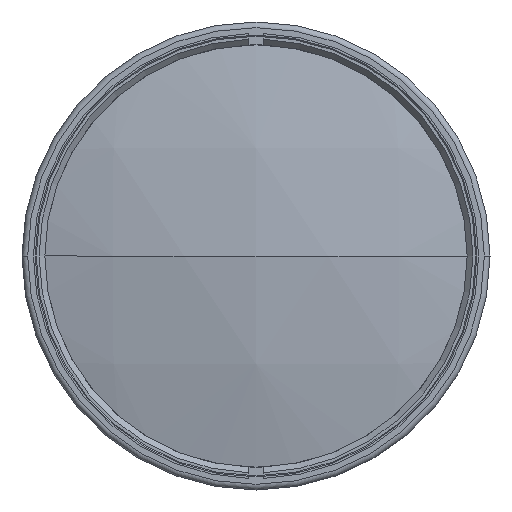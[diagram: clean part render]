
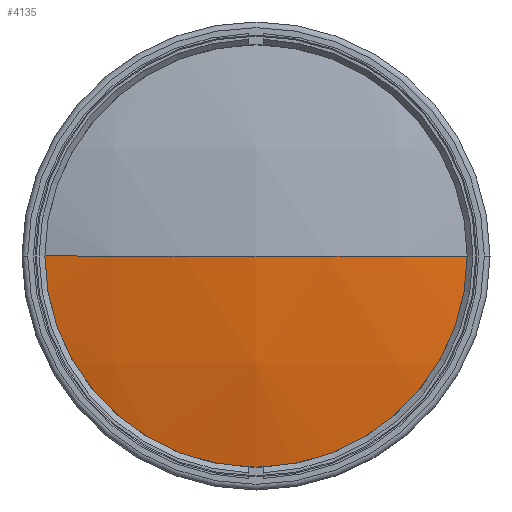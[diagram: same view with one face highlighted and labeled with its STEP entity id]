
A CAD part, left-side view. The second image highlights one B-rep face of the part: STEP entity #4135.
In plain terms, the highlighted spherical face has radius 161 mm.
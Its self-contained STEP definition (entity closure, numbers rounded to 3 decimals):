
#73 = CIRCLE ( 'NONE', #536, 161. ) ;
#399 = FACE_OUTER_BOUND ( 'NONE', #4554, .T. ) ;
#417 = CIRCLE ( 'NONE', #3031, 37.5 ) ;
#497 = CARTESIAN_POINT ( 'NONE',  ( -139.282, 0., 0. ) ) ;
#536 = AXIS2_PLACEMENT_3D ( 'NONE', #4546, #4518, #2274 ) ;
#837 = CARTESIAN_POINT ( 'NONE',  ( 17.29, 0., 0. ) ) ;
#1333 = CIRCLE ( 'NONE', #1420, 161. ) ;
#1350 = CARTESIAN_POINT ( 'NONE',  ( -139.282, -37.5, 0. ) ) ;
#1420 = AXIS2_PLACEMENT_3D ( 'NONE', #2862, #2976, #4575 ) ;
#1437 = EDGE_CURVE ( 'NONE', #3259, #1825, #73, .T. ) ;
#1517 = EDGE_CURVE ( 'NONE', #1973, #1825, #1333, .T. ) ;
#1825 = VERTEX_POINT ( 'NONE', #3355 ) ;
#1850 = CARTESIAN_POINT ( 'NONE',  ( -139.282, 37.5, 0. ) ) ;
#1973 = VERTEX_POINT ( 'NONE', #1850 ) ;
#2141 = DIRECTION ( 'NONE',  ( 0., 0., -1. ) ) ;
#2274 = DIRECTION ( 'NONE',  ( 0., 1., 0. ) ) ;
#2862 = CARTESIAN_POINT ( 'NONE',  ( 17.29, 0., 0. ) ) ;
#2976 = DIRECTION ( 'NONE',  ( 0., 0., 1. ) ) ;
#2999 = SPHERICAL_SURFACE ( 'NONE', #3620, 161. ) ;
#3017 = DIRECTION ( 'NONE',  ( 0., 0., 1. ) ) ;
#3031 = AXIS2_PLACEMENT_3D ( 'NONE', #497, #4271, #3017 ) ;
#3158 = ORIENTED_EDGE ( 'NONE', *, *, #5382, .T. ) ;
#3259 = VERTEX_POINT ( 'NONE', #1350 ) ;
#3355 = CARTESIAN_POINT ( 'NONE',  ( -143.71, 0., 0. ) ) ;
#3620 = AXIS2_PLACEMENT_3D ( 'NONE', #837, #2141, #5596 ) ;
#4135 = ADVANCED_FACE ( 'NONE', ( #399 ), #2999, .T. ) ;
#4271 = DIRECTION ( 'NONE',  ( -1., 0., 0. ) ) ;
#4332 = ORIENTED_EDGE ( 'NONE', *, *, #1517, .F. ) ;
#4518 = DIRECTION ( 'NONE',  ( 0., 0., -1. ) ) ;
#4546 = CARTESIAN_POINT ( 'NONE',  ( 17.29, 0., 0. ) ) ;
#4554 = EDGE_LOOP ( 'NONE', ( #3158, #4627, #4332 ) ) ;
#4575 = DIRECTION ( 'NONE',  ( 0., -1., 0. ) ) ;
#4627 = ORIENTED_EDGE ( 'NONE', *, *, #1437, .T. ) ;
#5382 = EDGE_CURVE ( 'NONE', #1973, #3259, #417, .T. ) ;
#5596 = DIRECTION ( 'NONE',  ( 0., 1., 0. ) ) ;
